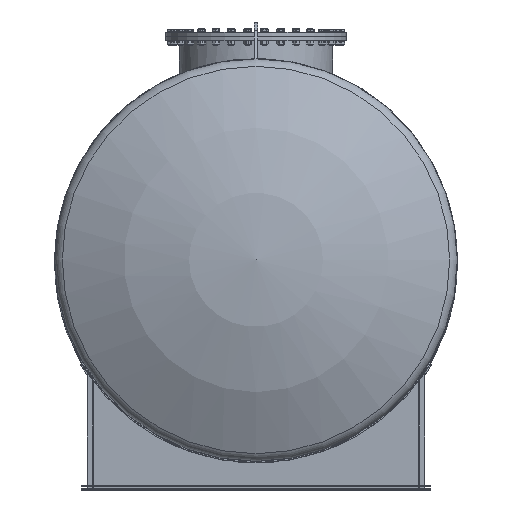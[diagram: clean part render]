
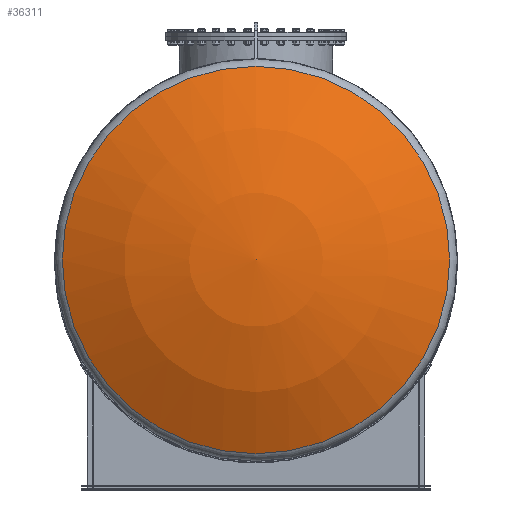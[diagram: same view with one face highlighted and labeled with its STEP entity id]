
A CAD part, top view. The second image highlights one B-rep face of the part: STEP entity #36311.
In plain terms, the highlighted spherical face has radius 1605 mm.
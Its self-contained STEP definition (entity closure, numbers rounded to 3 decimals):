
#36295=CARTESIAN_POINT('',(0.,0.0,6635.257));
#36296=DIRECTION('',(0.0,0.0,1.0));
#36297=DIRECTION('',(1.0,0.0,0.0));
#36298=AXIS2_PLACEMENT_3D('',#36295,#36296,#36297);
#36299=SPHERICAL_SURFACE('',#36298,1605.);
#36300=CARTESIAN_POINT('',(-769.639,0.0,8043.689));
#36301=VERTEX_POINT('',#36300);
#36302=CARTESIAN_POINT('',(0.,0.0,8043.689));
#36303=DIRECTION('',(0.0,0.0,-1.0));
#36304=DIRECTION('',(-1.0,0.0,0.0));
#36305=AXIS2_PLACEMENT_3D('',#36302,#36303,#36304);
#36306=CIRCLE('',#36305,769.639);
#36307=EDGE_CURVE('',#36301,#36301,#36306,.T.);
#36308=ORIENTED_EDGE('',*,*,#36307,.F.);
#36309=EDGE_LOOP('',(#36308));
#36310=FACE_OUTER_BOUND('',#36309,.T.);
#36311=ADVANCED_FACE('',(#36310),#36299,.T.);
